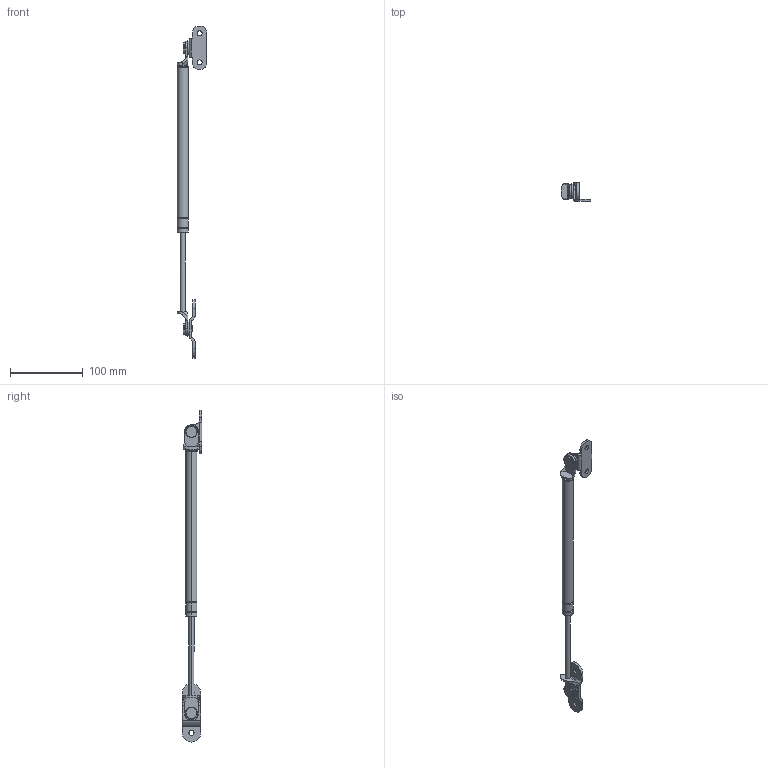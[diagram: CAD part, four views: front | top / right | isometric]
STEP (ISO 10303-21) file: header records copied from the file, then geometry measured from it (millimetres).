
FILE_DESCRIPTION( (''), '2;1');
FILE_NAME ('PC50.4488.TM_360_100_15_24954.stp','2020-10-16T14:29:40',(''),(''),'spGate 16.7.1','','');
FILE_SCHEMA (('AUTOMOTIVE_DESIGN'));
Length unit declared in the file: millimetre
Products named in the file (8): Assembly; ワッシャー; ウェーブワッシャー; ブラケット(A); ブラケット(B); ボルト; 本体; 本体_div
Assembly tree (10 placements, depth 2):
  Assembly
    ワッシャー  x2
    ウェーブワッシャー  x2
    ブラケット(A)
    ブラケット(B)
    ボルト  x2
    本体
    本体_div
Bounding box: 40.75 x 26.5 x 456 mm (x, y, z)
Volume: 62541.8 mm3; surface area: 28725.2 mm2
Topology: 10 solids, 10 shells, 167 faces, 399 edges, 256 vertices
Faces by surface type: cylinder 80, plane 71, bspline 16
Entity records: 7710 total; most frequent: CARTESIAN_POINT 1202, DIRECTION 737, ORIENTED_EDGE 710, COLOUR_RGB 506, PRESENTATION_STYLE_ASSIGNMENT 506, STYLED_ITEM 506, EDGE_CURVE 355, DRAUGHTING_PRE_DEFINED_CURVE_FONT 355
